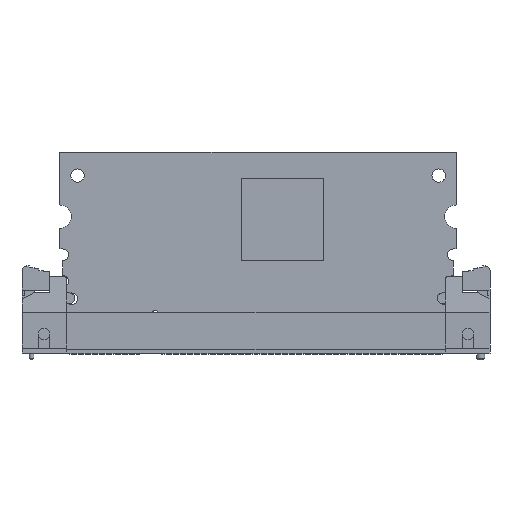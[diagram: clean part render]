
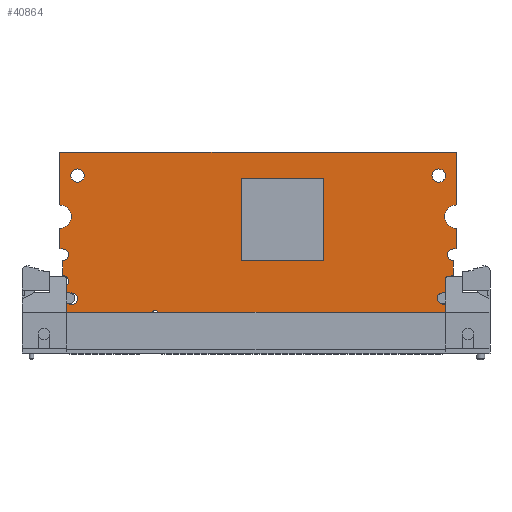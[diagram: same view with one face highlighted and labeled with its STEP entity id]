
A CAD part, front view. The second image highlights one B-rep face of the part: STEP entity #40864.
In plain terms, the highlighted face is planar.
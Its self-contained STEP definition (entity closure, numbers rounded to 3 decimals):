
#43=FACE_BOUND('',#4672,.T.);
#44=FACE_BOUND('',#4673,.T.);
#45=FACE_BOUND('',#4674,.T.);
#46=FACE_BOUND('',#4675,.T.);
#47=FACE_BOUND('',#4676,.T.);
#274=CIRCLE('',#43234,1.15);
#276=CIRCLE('',#43237,1.15);
#278=CIRCLE('',#43240,1.);
#280=CIRCLE('',#43243,1.);
#282=CIRCLE('',#43248,1.);
#284=CIRCLE('',#43252,1.);
#286=CIRCLE('',#43257,2.);
#288=CIRCLE('',#43263,2.);
#290=CIRCLE('',#43268,1.);
#292=CIRCLE('',#43272,1.);
#294=CIRCLE('',#43279,0.5);
#2291=FACE_OUTER_BOUND('',#4671,.T.);
#4671=EDGE_LOOP('',(#27014,#27015,#27016,#27017,#27018,#27019,#27020,#27021,
#27022,#27023,#27024,#27025,#27026,#27027,#27028,#27029,#27030,#27031,#27032,
#27033,#27034,#27035,#27036,#27037));
#4672=EDGE_LOOP('',(#27038,#27039,#27040,#27041));
#4673=EDGE_LOOP('',(#27042));
#4674=EDGE_LOOP('',(#27043));
#4675=EDGE_LOOP('',(#27044));
#4676=EDGE_LOOP('',(#27045));
#7262=LINE('',#59220,#12040);
#7266=LINE('',#59228,#12044);
#7269=LINE('',#59234,#12047);
#7272=LINE('',#59239,#12050);
#7280=LINE('',#59273,#12058);
#7283=LINE('',#59279,#12061);
#7287=LINE('',#59291,#12065);
#7291=LINE('',#59303,#12069);
#7294=LINE('',#59309,#12072);
#7298=LINE('',#59321,#12076);
#7301=LINE('',#59327,#12079);
#7304=LINE('',#59333,#12082);
#7308=LINE('',#59345,#12086);
#7311=LINE('',#59351,#12089);
#7315=LINE('',#59363,#12093);
#7319=LINE('',#59375,#12097);
#7322=LINE('',#59381,#12100);
#7325=LINE('',#59387,#12103);
#7328=LINE('',#59393,#12106);
#7332=LINE('',#59405,#12110);
#7335=LINE('',#59409,#12113);
#12040=VECTOR('',#46989,10.);
#12044=VECTOR('',#46995,10.);
#12047=VECTOR('',#47000,10.);
#12050=VECTOR('',#47005,10.);
#12058=VECTOR('',#47041,10.);
#12061=VECTOR('',#47046,10.);
#12065=VECTOR('',#47058,10.);
#12069=VECTOR('',#47070,10.);
#12072=VECTOR('',#47075,10.);
#12076=VECTOR('',#47087,10.);
#12079=VECTOR('',#47092,10.);
#12082=VECTOR('',#47097,10.);
#12086=VECTOR('',#47109,10.);
#12089=VECTOR('',#47114,10.);
#12093=VECTOR('',#47126,10.);
#12097=VECTOR('',#47138,10.);
#12100=VECTOR('',#47143,10.);
#12103=VECTOR('',#47148,10.);
#12106=VECTOR('',#47153,10.);
#12110=VECTOR('',#47165,10.);
#12113=VECTOR('',#47170,10.);
#16810=VERTEX_POINT('',#59218);
#16811=VERTEX_POINT('',#59219);
#16814=VERTEX_POINT('',#59227);
#16816=VERTEX_POINT('',#59233);
#16819=VERTEX_POINT('',#59245);
#16821=VERTEX_POINT('',#59251);
#16823=VERTEX_POINT('',#59257);
#16825=VERTEX_POINT('',#59263);
#16828=VERTEX_POINT('',#59270);
#16829=VERTEX_POINT('',#59272);
#16831=VERTEX_POINT('',#59278);
#16833=VERTEX_POINT('',#59284);
#16835=VERTEX_POINT('',#59290);
#16837=VERTEX_POINT('',#59296);
#16839=VERTEX_POINT('',#59302);
#16841=VERTEX_POINT('',#59308);
#16843=VERTEX_POINT('',#59314);
#16845=VERTEX_POINT('',#59320);
#16847=VERTEX_POINT('',#59326);
#16849=VERTEX_POINT('',#59332);
#16851=VERTEX_POINT('',#59338);
#16853=VERTEX_POINT('',#59344);
#16855=VERTEX_POINT('',#59350);
#16857=VERTEX_POINT('',#59356);
#16859=VERTEX_POINT('',#59362);
#16861=VERTEX_POINT('',#59368);
#16863=VERTEX_POINT('',#59374);
#16865=VERTEX_POINT('',#59380);
#16867=VERTEX_POINT('',#59386);
#16869=VERTEX_POINT('',#59392);
#16871=VERTEX_POINT('',#59398);
#16873=VERTEX_POINT('',#59404);
#20747=EDGE_CURVE('',#16810,#16811,#7262,.T.);
#20751=EDGE_CURVE('',#16811,#16814,#7266,.T.);
#20754=EDGE_CURVE('',#16814,#16816,#7269,.T.);
#20757=EDGE_CURVE('',#16816,#16810,#7272,.T.);
#20761=EDGE_CURVE('',#16819,#16819,#274,.T.);
#20764=EDGE_CURVE('',#16821,#16821,#276,.T.);
#20767=EDGE_CURVE('',#16823,#16823,#278,.T.);
#20770=EDGE_CURVE('',#16825,#16825,#280,.T.);
#20773=EDGE_CURVE('',#16829,#16828,#7280,.T.);
#20776=EDGE_CURVE('',#16831,#16829,#7283,.T.);
#20779=EDGE_CURVE('',#16833,#16831,#282,.T.);
#20782=EDGE_CURVE('',#16835,#16833,#7287,.T.);
#20785=EDGE_CURVE('',#16837,#16835,#284,.T.);
#20788=EDGE_CURVE('',#16839,#16837,#7291,.T.);
#20791=EDGE_CURVE('',#16841,#16839,#7294,.T.);
#20794=EDGE_CURVE('',#16843,#16841,#286,.T.);
#20797=EDGE_CURVE('',#16845,#16843,#7298,.T.);
#20800=EDGE_CURVE('',#16847,#16845,#7301,.T.);
#20803=EDGE_CURVE('',#16849,#16847,#7304,.T.);
#20806=EDGE_CURVE('',#16851,#16849,#288,.T.);
#20809=EDGE_CURVE('',#16853,#16851,#7308,.T.);
#20812=EDGE_CURVE('',#16855,#16853,#7311,.T.);
#20815=EDGE_CURVE('',#16857,#16855,#290,.T.);
#20818=EDGE_CURVE('',#16859,#16857,#7315,.T.);
#20821=EDGE_CURVE('',#16861,#16859,#292,.T.);
#20824=EDGE_CURVE('',#16863,#16861,#7319,.T.);
#20827=EDGE_CURVE('',#16865,#16863,#7322,.T.);
#20830=EDGE_CURVE('',#16867,#16865,#7325,.T.);
#20833=EDGE_CURVE('',#16869,#16867,#7328,.T.);
#20836=EDGE_CURVE('',#16871,#16869,#294,.T.);
#20839=EDGE_CURVE('',#16873,#16871,#7332,.T.);
#20842=EDGE_CURVE('',#16828,#16873,#7335,.T.);
#27014=ORIENTED_EDGE('',*,*,#20842,.T.);
#27015=ORIENTED_EDGE('',*,*,#20839,.T.);
#27016=ORIENTED_EDGE('',*,*,#20836,.T.);
#27017=ORIENTED_EDGE('',*,*,#20833,.T.);
#27018=ORIENTED_EDGE('',*,*,#20830,.T.);
#27019=ORIENTED_EDGE('',*,*,#20827,.T.);
#27020=ORIENTED_EDGE('',*,*,#20824,.T.);
#27021=ORIENTED_EDGE('',*,*,#20821,.T.);
#27022=ORIENTED_EDGE('',*,*,#20818,.T.);
#27023=ORIENTED_EDGE('',*,*,#20815,.T.);
#27024=ORIENTED_EDGE('',*,*,#20812,.T.);
#27025=ORIENTED_EDGE('',*,*,#20809,.T.);
#27026=ORIENTED_EDGE('',*,*,#20806,.T.);
#27027=ORIENTED_EDGE('',*,*,#20803,.T.);
#27028=ORIENTED_EDGE('',*,*,#20800,.T.);
#27029=ORIENTED_EDGE('',*,*,#20797,.T.);
#27030=ORIENTED_EDGE('',*,*,#20794,.T.);
#27031=ORIENTED_EDGE('',*,*,#20791,.T.);
#27032=ORIENTED_EDGE('',*,*,#20788,.T.);
#27033=ORIENTED_EDGE('',*,*,#20785,.T.);
#27034=ORIENTED_EDGE('',*,*,#20782,.T.);
#27035=ORIENTED_EDGE('',*,*,#20779,.T.);
#27036=ORIENTED_EDGE('',*,*,#20776,.T.);
#27037=ORIENTED_EDGE('',*,*,#20773,.T.);
#27038=ORIENTED_EDGE('',*,*,#20747,.T.);
#27039=ORIENTED_EDGE('',*,*,#20751,.T.);
#27040=ORIENTED_EDGE('',*,*,#20754,.T.);
#27041=ORIENTED_EDGE('',*,*,#20757,.T.);
#27042=ORIENTED_EDGE('',*,*,#20761,.T.);
#27043=ORIENTED_EDGE('',*,*,#20764,.T.);
#27044=ORIENTED_EDGE('',*,*,#20767,.T.);
#27045=ORIENTED_EDGE('',*,*,#20770,.T.);
#39112=PLANE('',#43282);
#40864=ADVANCED_FACE('',(#2291,#43,#44,#45,#46,#47),#39112,.T.);
#43234=AXIS2_PLACEMENT_3D('',#59247,#47014,#47015);
#43237=AXIS2_PLACEMENT_3D('',#59253,#47021,#47022);
#43240=AXIS2_PLACEMENT_3D('',#59259,#47028,#47029);
#43243=AXIS2_PLACEMENT_3D('',#59265,#47035,#47036);
#43248=AXIS2_PLACEMENT_3D('',#59285,#47052,#47053);
#43252=AXIS2_PLACEMENT_3D('',#59297,#47064,#47065);
#43257=AXIS2_PLACEMENT_3D('',#59315,#47081,#47082);
#43263=AXIS2_PLACEMENT_3D('',#59339,#47103,#47104);
#43268=AXIS2_PLACEMENT_3D('',#59357,#47120,#47121);
#43272=AXIS2_PLACEMENT_3D('',#59369,#47132,#47133);
#43279=AXIS2_PLACEMENT_3D('',#59399,#47159,#47160);
#43282=AXIS2_PLACEMENT_3D('',#59410,#47171,#47172);
#46989=DIRECTION('',(0.,-1.,0.));
#46995=DIRECTION('',(-1.,0.,0.));
#47000=DIRECTION('',(0.,1.,0.));
#47005=DIRECTION('',(1.,0.,0.));
#47014=DIRECTION('center_axis',(0.,0.,-1.));
#47015=DIRECTION('ref_axis',(-1.,0.,0.));
#47021=DIRECTION('center_axis',(0.,0.,-1.));
#47022=DIRECTION('ref_axis',(-1.,0.,0.));
#47028=DIRECTION('center_axis',(0.,0.,-1.));
#47029=DIRECTION('ref_axis',(-1.,0.,0.));
#47035=DIRECTION('center_axis',(0.,0.,-1.));
#47036=DIRECTION('ref_axis',(-1.,0.,0.));
#47041=DIRECTION('',(0.,-1.,0.));
#47046=DIRECTION('',(-1.,0.,0.));
#47052=DIRECTION('center_axis',(0.,0.,-1.));
#47053=DIRECTION('ref_axis',(0.,1.,0.));
#47058=DIRECTION('',(0.,-1.,0.));
#47064=DIRECTION('center_axis',(0.,0.,-1.));
#47065=DIRECTION('ref_axis',(0.,1.,0.));
#47070=DIRECTION('',(1.,0.,0.));
#47075=DIRECTION('',(0.,-1.,0.));
#47081=DIRECTION('center_axis',(0.,0.,-1.));
#47082=DIRECTION('ref_axis',(0.,1.,0.));
#47087=DIRECTION('',(0.,-1.,0.));
#47092=DIRECTION('',(-1.,0.,0.));
#47097=DIRECTION('',(0.,1.,0.));
#47103=DIRECTION('center_axis',(0.,0.,-1.));
#47104=DIRECTION('ref_axis',(0.,-1.,0.));
#47109=DIRECTION('',(0.,1.,0.));
#47114=DIRECTION('',(1.,0.,0.));
#47120=DIRECTION('center_axis',(0.,0.,-1.));
#47121=DIRECTION('ref_axis',(0.,-1.,0.));
#47126=DIRECTION('',(0.,1.,0.));
#47132=DIRECTION('center_axis',(0.,0.,-1.));
#47133=DIRECTION('ref_axis',(0.,-1.,0.));
#47138=DIRECTION('',(-1.,0.,0.));
#47143=DIRECTION('',(0.,1.,0.));
#47148=DIRECTION('',(1.,0.,0.));
#47153=DIRECTION('',(0.,-1.,0.));
#47159=DIRECTION('center_axis',(0.,0.,-1.));
#47160=DIRECTION('ref_axis',(-1.,0.,0.));
#47165=DIRECTION('',(0.,1.,0.));
#47170=DIRECTION('',(1.,0.,0.));
#47171=DIRECTION('center_axis',(0.,0.,1.));
#47172=DIRECTION('ref_axis',(1.,0.,0.));
#59218=CARTESIAN_POINT('',(45.,26.5,1.));
#59219=CARTESIAN_POINT('',(45.,12.5,1.));
#59220=CARTESIAN_POINT('',(45.,13.755,1.));
#59227=CARTESIAN_POINT('',(31.,12.5,1.));
#59228=CARTESIAN_POINT('',(32.099,12.5,1.));
#59233=CARTESIAN_POINT('',(31.,26.5,1.));
#59234=CARTESIAN_POINT('',(31.,20.755,1.));
#59239=CARTESIAN_POINT('',(39.099,26.5,1.));
#59245=CARTESIAN_POINT('',(65.75,27.,1.));
#59247=CARTESIAN_POINT('Origin',(64.6,27.,1.));
#59251=CARTESIAN_POINT('',(4.15,27.,1.));
#59253=CARTESIAN_POINT('Origin',(3.,27.,1.));
#59257=CARTESIAN_POINT('',(66.6,6.,1.));
#59259=CARTESIAN_POINT('Origin',(65.6,6.,1.));
#59263=CARTESIAN_POINT('',(3.,6.,1.));
#59265=CARTESIAN_POINT('Origin',(2.,6.,1.));
#59270=CARTESIAN_POINT('',(0.,0.,1.));
#59272=CARTESIAN_POINT('',(0.,8.,1.));
#59273=CARTESIAN_POINT('',(0.,8.,1.));
#59278=CARTESIAN_POINT('',(0.5,8.,1.));
#59279=CARTESIAN_POINT('',(0.5,8.,1.));
#59284=CARTESIAN_POINT('',(0.5,10.,1.));
#59285=CARTESIAN_POINT('Origin',(0.5,9.,1.));
#59290=CARTESIAN_POINT('',(0.5,12.5,1.));
#59291=CARTESIAN_POINT('',(0.5,12.5,1.));
#59296=CARTESIAN_POINT('',(0.5,14.5,1.));
#59297=CARTESIAN_POINT('Origin',(0.5,13.5,1.));
#59302=CARTESIAN_POINT('',(0.,14.5,1.));
#59303=CARTESIAN_POINT('',(0.,14.5,1.));
#59308=CARTESIAN_POINT('',(0.,18.,1.));
#59309=CARTESIAN_POINT('',(0.,18.,1.));
#59314=CARTESIAN_POINT('',(0.,22.,1.));
#59315=CARTESIAN_POINT('Origin',(0.,20.,1.));
#59320=CARTESIAN_POINT('',(0.,31.,1.));
#59321=CARTESIAN_POINT('',(0.,31.,1.));
#59326=CARTESIAN_POINT('',(67.6,31.,1.));
#59327=CARTESIAN_POINT('',(67.6,31.,1.));
#59332=CARTESIAN_POINT('',(67.6,22.,1.));
#59333=CARTESIAN_POINT('',(67.6,22.,1.));
#59338=CARTESIAN_POINT('',(67.6,18.,1.));
#59339=CARTESIAN_POINT('Origin',(67.6,20.,1.));
#59344=CARTESIAN_POINT('',(67.6,14.5,1.));
#59345=CARTESIAN_POINT('',(67.6,14.5,1.));
#59350=CARTESIAN_POINT('',(67.1,14.5,1.));
#59351=CARTESIAN_POINT('',(67.1,14.5,1.));
#59356=CARTESIAN_POINT('',(67.1,12.5,1.));
#59357=CARTESIAN_POINT('Origin',(67.1,13.5,1.));
#59362=CARTESIAN_POINT('',(67.1,10.,1.));
#59363=CARTESIAN_POINT('',(67.1,10.,1.));
#59368=CARTESIAN_POINT('',(67.1,8.,1.));
#59369=CARTESIAN_POINT('Origin',(67.1,9.,1.));
#59374=CARTESIAN_POINT('',(67.6,8.,1.));
#59375=CARTESIAN_POINT('',(67.6,8.,1.));
#59380=CARTESIAN_POINT('',(67.6,0.,1.));
#59381=CARTESIAN_POINT('',(67.6,0.,1.));
#59386=CARTESIAN_POINT('',(16.75,0.,1.));
#59387=CARTESIAN_POINT('',(16.75,0.,1.));
#59392=CARTESIAN_POINT('',(16.75,3.5,1.));
#59393=CARTESIAN_POINT('',(16.75,3.5,1.));
#59398=CARTESIAN_POINT('',(15.75,3.5,1.));
#59399=CARTESIAN_POINT('Origin',(16.25,3.5,1.));
#59404=CARTESIAN_POINT('',(15.75,0.,1.));
#59405=CARTESIAN_POINT('',(15.75,0.,1.));
#59409=CARTESIAN_POINT('',(0.,0.,1.));
#59410=CARTESIAN_POINT('Origin',(33.198,15.009,1.));
